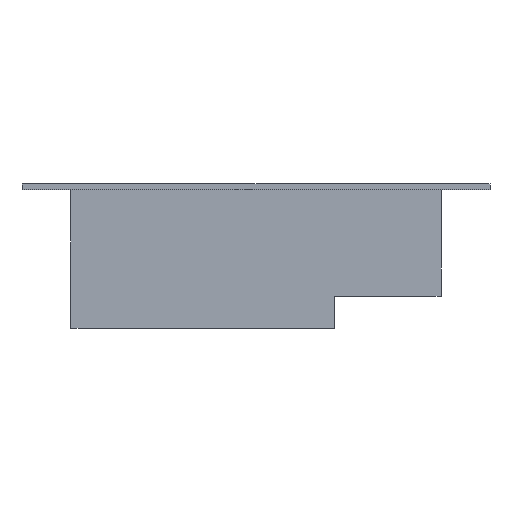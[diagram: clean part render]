
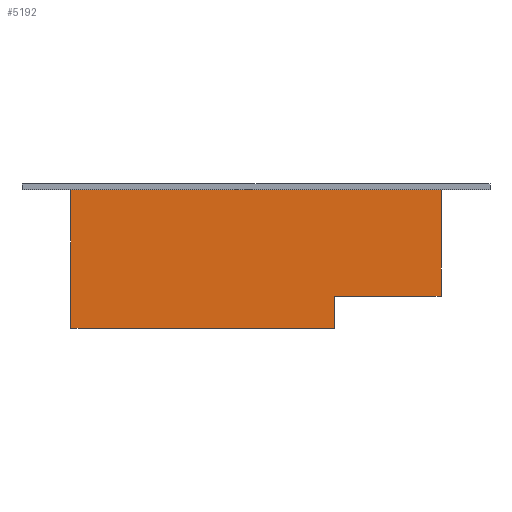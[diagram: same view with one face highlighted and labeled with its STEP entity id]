
A CAD part, left-side view. The second image highlights one B-rep face of the part: STEP entity #5192.
In plain terms, the highlighted planar face has unit normal (-1, 0, 0).
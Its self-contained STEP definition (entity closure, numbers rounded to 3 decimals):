
#157 = FACE_OUTER_BOUND ( 'NONE', #2022, .T. ) ;
#298 = CARTESIAN_POINT ( 'NONE',  ( -0.8, 50.8, 0. ) ) ;
#426 = VERTEX_POINT ( 'NONE', #12038 ) ;
#863 = VERTEX_POINT ( 'NONE', #13935 ) ;
#1110 = LINE ( 'NONE', #5322, #12566 ) ;
#1362 = VECTOR ( 'NONE', #1755, 1000. ) ;
#1755 = DIRECTION ( 'NONE',  ( 0., 0., -1. ) ) ;
#2022 = EDGE_LOOP ( 'NONE', ( #4950, #13040, #13588, #7955, #13470, #4726 ) ) ;
#2212 = EDGE_CURVE ( 'NONE', #4867, #12928, #9654, .T. ) ;
#2967 = CARTESIAN_POINT ( 'NONE',  ( -0.8, -50.8, -29.21 ) ) ;
#2986 = DIRECTION ( 'NONE',  ( 0., 0., 1. ) ) ;
#3219 = EDGE_CURVE ( 'NONE', #863, #5535, #5632, .T. ) ;
#3767 = CARTESIAN_POINT ( 'NONE',  ( -0.8, 0., 0. ) ) ;
#3771 = DIRECTION ( 'NONE',  ( 0., 0., -1. ) ) ;
#4510 = CARTESIAN_POINT ( 'NONE',  ( -0.8, 50.8, 0. ) ) ;
#4726 = ORIENTED_EDGE ( 'NONE', *, *, #14255, .F. ) ;
#4867 = VERTEX_POINT ( 'NONE', #11157 ) ;
#4950 = ORIENTED_EDGE ( 'NONE', *, *, #3219, .F. ) ;
#5192 = ADVANCED_FACE ( 'NONE', ( #157 ), #10378, .T. ) ;
#5250 = LINE ( 'NONE', #15913, #13304 ) ;
#5322 = CARTESIAN_POINT ( 'NONE',  ( -0.8, -21.59, -38.1 ) ) ;
#5535 = VERTEX_POINT ( 'NONE', #13473 ) ;
#5632 = LINE ( 'NONE', #2967, #1362 ) ;
#5646 = LINE ( 'NONE', #5725, #10610 ) ;
#5725 = CARTESIAN_POINT ( 'NONE',  ( -0.8, -21.59, -29.21 ) ) ;
#7293 = VECTOR ( 'NONE', #8306, 1000. ) ;
#7955 = ORIENTED_EDGE ( 'NONE', *, *, #11320, .F. ) ;
#8306 = DIRECTION ( 'NONE',  ( 0., 1., 0. ) ) ;
#8614 = EDGE_CURVE ( 'NONE', #12928, #863, #5250, .T. ) ;
#9147 = CARTESIAN_POINT ( 'NONE',  ( -0.8, -21.59, -29.21 ) ) ;
#9654 = LINE ( 'NONE', #298, #15387 ) ;
#9952 = AXIS2_PLACEMENT_3D ( 'NONE', #3767, #11970, #15897 ) ;
#10378 = PLANE ( 'NONE',  #9952 ) ;
#10610 = VECTOR ( 'NONE', #12131, 1000. ) ;
#11057 = LINE ( 'NONE', #14748, #7293 ) ;
#11157 = CARTESIAN_POINT ( 'NONE',  ( -0.8, 50.8, -38.1 ) ) ;
#11320 = EDGE_CURVE ( 'NONE', #426, #4867, #11057, .T. ) ;
#11635 = EDGE_CURVE ( 'NONE', #14191, #426, #1110, .T. ) ;
#11970 = DIRECTION ( 'NONE',  ( -1., 0., 0. ) ) ;
#12038 = CARTESIAN_POINT ( 'NONE',  ( -0.8, -21.59, -38.1 ) ) ;
#12131 = DIRECTION ( 'NONE',  ( 0., 1., 0. ) ) ;
#12566 = VECTOR ( 'NONE', #3771, 1000. ) ;
#12928 = VERTEX_POINT ( 'NONE', #4510 ) ;
#13040 = ORIENTED_EDGE ( 'NONE', *, *, #8614, .F. ) ;
#13304 = VECTOR ( 'NONE', #16936, 1000. ) ;
#13470 = ORIENTED_EDGE ( 'NONE', *, *, #11635, .F. ) ;
#13473 = CARTESIAN_POINT ( 'NONE',  ( -0.8, -50.8, -29.21 ) ) ;
#13588 = ORIENTED_EDGE ( 'NONE', *, *, #2212, .F. ) ;
#13935 = CARTESIAN_POINT ( 'NONE',  ( -0.8, -50.8, 0. ) ) ;
#14191 = VERTEX_POINT ( 'NONE', #9147 ) ;
#14255 = EDGE_CURVE ( 'NONE', #5535, #14191, #5646, .T. ) ;
#14748 = CARTESIAN_POINT ( 'NONE',  ( -0.8, 50.8, -38.1 ) ) ;
#15387 = VECTOR ( 'NONE', #2986, 1000. ) ;
#15897 = DIRECTION ( 'NONE',  ( 0., 0., 1. ) ) ;
#15913 = CARTESIAN_POINT ( 'NONE',  ( -0.8, -50.8, 0. ) ) ;
#16936 = DIRECTION ( 'NONE',  ( 0., -1., 0. ) ) ;
